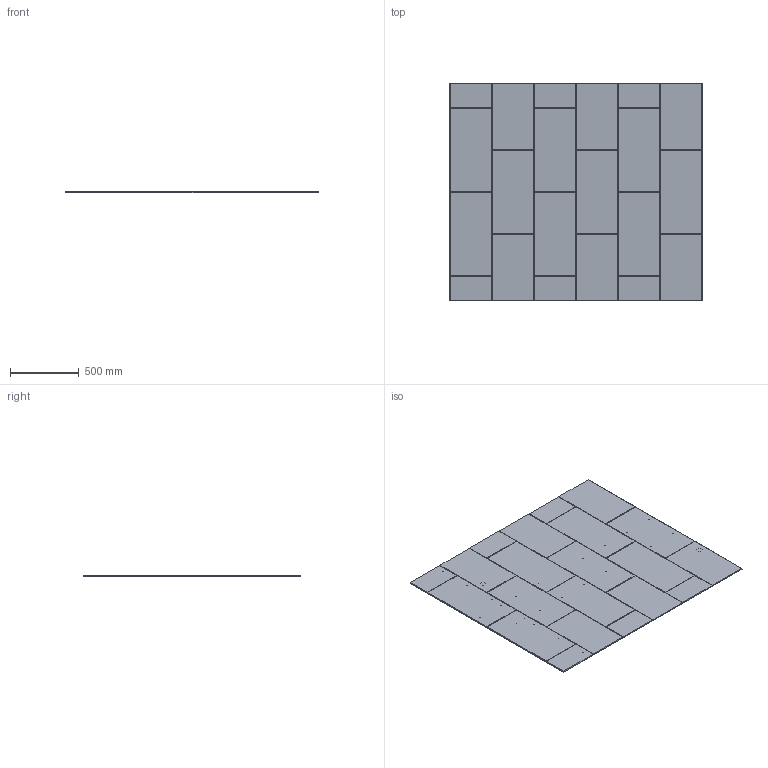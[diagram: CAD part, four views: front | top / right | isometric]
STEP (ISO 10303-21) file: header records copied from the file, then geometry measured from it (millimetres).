
FILE_DESCRIPTION (( 'STEP AP203' ), '1' );
FILE_NAME ('TSMK7262.STEP', '2022-09-07T12:24:28', ( '' ), ( '' ), 'SwSTEP 2.0', 'SolidWorks 2020', '' );
FILE_SCHEMA (( 'CONFIG_CONTROL_DESIGN' ));
Length unit declared in the file: inch
Products named in the file (1): TSMK7262
Bounding box: 1828.8 x 1574.8 x 9.53 mm (x, y, z)
Volume: 27374411.2 mm3; surface area: 5833646.5 mm2
Topology: 1 solids, 1 shells, 597 faces, 1492 edges, 936 vertices
Faces by surface type: plane 213, cylinder 196, bspline 120, torus 60, cone 8
Entity records: 28541 total; most frequent: CARTESIAN_POINT 15584, ORIENTED_EDGE 2984, DIRECTION 2128, EDGE_CURVE 1492, VERTEX_POINT 936, AXIS2_PLACEMENT_3D 752, EDGE_LOOP 636, LINE 624
